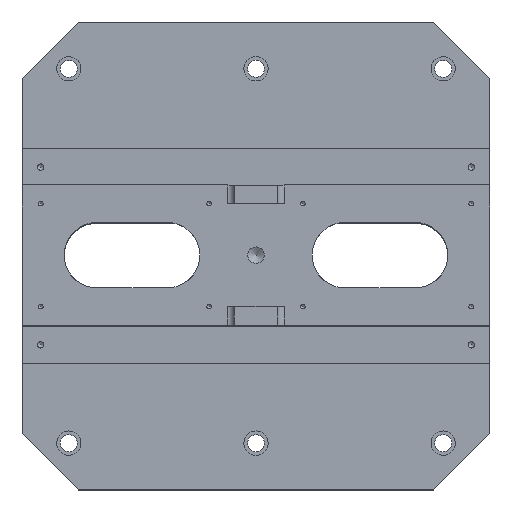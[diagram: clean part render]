
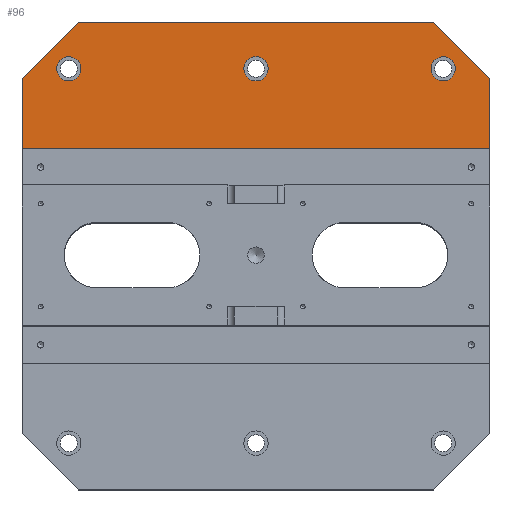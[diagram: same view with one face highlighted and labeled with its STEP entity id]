
A CAD part, top view. The second image highlights one B-rep face of the part: STEP entity #96.
In plain terms, the highlighted planar face has unit normal (0, 0, 1).
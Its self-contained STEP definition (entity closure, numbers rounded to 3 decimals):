
#96 = ADVANCED_FACE( '', ( #453, #454, #455, #456 ), #457, .T. );
#453 = FACE_BOUND( '', #1215, .T. );
#454 = FACE_BOUND( '', #1216, .T. );
#455 = FACE_BOUND( '', #1217, .T. );
#456 = FACE_OUTER_BOUND( '', #1218, .T. );
#457 = PLANE( '', #1219 );
#1215 = EDGE_LOOP( '', ( #2186 ) );
#1216 = EDGE_LOOP( '', ( #2187 ) );
#1217 = EDGE_LOOP( '', ( #2188 ) );
#1218 = EDGE_LOOP( '', ( #2189, #2190, #2191, #2192, #2193, #2194 ) );
#1219 = AXIS2_PLACEMENT_3D( '', #2195, #2196, #2197 );
#2186 = ORIENTED_EDGE( '', *, *, #4265, .T. );
#2187 = ORIENTED_EDGE( '', *, *, #4266, .T. );
#2188 = ORIENTED_EDGE( '', *, *, #4267, .T. );
#2189 = ORIENTED_EDGE( '', *, *, #4268, .T. );
#2190 = ORIENTED_EDGE( '', *, *, #4219, .T. );
#2191 = ORIENTED_EDGE( '', *, *, #4269, .T. );
#2192 = ORIENTED_EDGE( '', *, *, #4270, .T. );
#2193 = ORIENTED_EDGE( '', *, *, #4271, .T. );
#2194 = ORIENTED_EDGE( '', *, *, #4272, .T. );
#2195 = CARTESIAN_POINT( '', ( -250., -250., 45. ) );
#2196 = DIRECTION( '', ( 0., 0., 1. ) );
#2197 = DIRECTION( '', ( 1., 0., 0. ) );
#4219 = EDGE_CURVE( '', #5050, #5051, #5052, .T. );
#4265 = EDGE_CURVE( '', #5135, #5135, #5136, .T. );
#4266 = EDGE_CURVE( '', #5137, #5137, #5138, .T. );
#4267 = EDGE_CURVE( '', #5139, #5139, #5140, .T. );
#4268 = EDGE_CURVE( '', #5141, #5050, #5142, .T. );
#4269 = EDGE_CURVE( '', #5051, #5143, #5144, .T. );
#4270 = EDGE_CURVE( '', #5143, #5145, #5146, .F. );
#4271 = EDGE_CURVE( '', #5145, #5147, #5148, .T. );
#4272 = EDGE_CURVE( '', #5147, #5141, #5149, .F. );
#5050 = VERTEX_POINT( '', #6262 );
#5051 = VERTEX_POINT( '', #6263 );
#5052 = LINE( '', #6264, #6265 );
#5135 = VERTEX_POINT( '', #6413 );
#5136 = CIRCLE( '', #6414, 13. );
#5137 = VERTEX_POINT( '', #6415 );
#5138 = CIRCLE( '', #6416, 13. );
#5139 = VERTEX_POINT( '', #6417 );
#5140 = CIRCLE( '', #6418, 13. );
#5141 = VERTEX_POINT( '', #6419 );
#5142 = LINE( '', #6420, #6421 );
#5143 = VERTEX_POINT( '', #6422 );
#5144 = LINE( '', #6423, #6424 );
#5145 = VERTEX_POINT( '', #6425 );
#5146 = LINE( '', #6426, #6427 );
#5147 = VERTEX_POINT( '', #6428 );
#5148 = LINE( '', #6429, #6430 );
#5149 = LINE( '', #6431, #6432 );
#6262 = CARTESIAN_POINT( '', ( -250., 115., 45. ) );
#6263 = CARTESIAN_POINT( '', ( 250., 115., 45. ) );
#6264 = CARTESIAN_POINT( '', ( -250., 115., 45. ) );
#6265 = VECTOR( '', #8974, 1000. );
#6413 = CARTESIAN_POINT( '', ( 0., 187., 45. ) );
#6414 = AXIS2_PLACEMENT_3D( '', #9046, #9047, #9048 );
#6415 = CARTESIAN_POINT( '', ( -200., 187., 45. ) );
#6416 = AXIS2_PLACEMENT_3D( '', #9049, #9050, #9051 );
#6417 = CARTESIAN_POINT( '', ( 200., 187., 45. ) );
#6418 = AXIS2_PLACEMENT_3D( '', #9052, #9053, #9054 );
#6419 = CARTESIAN_POINT( '', ( -250., 190., 45. ) );
#6420 = CARTESIAN_POINT( '', ( -250., 250., 45. ) );
#6421 = VECTOR( '', #9055, 1000. );
#6422 = CARTESIAN_POINT( '', ( 250., 190., 45. ) );
#6423 = CARTESIAN_POINT( '', ( 250., -250., 45. ) );
#6424 = VECTOR( '', #9056, 1000. );
#6425 = CARTESIAN_POINT( '', ( 190., 250., 45. ) );
#6426 = CARTESIAN_POINT( '', ( 220., 220., 45. ) );
#6427 = VECTOR( '', #9057, 1000. );
#6428 = CARTESIAN_POINT( '', ( -190., 250., 45. ) );
#6429 = CARTESIAN_POINT( '', ( 250., 250., 45. ) );
#6430 = VECTOR( '', #9058, 1000. );
#6431 = CARTESIAN_POINT( '', ( -470., -30., 45. ) );
#6432 = VECTOR( '', #9059, 1000. );
#8974 = DIRECTION( '', ( 1., 0., 0. ) );
#9046 = CARTESIAN_POINT( '', ( 0., 200., 45. ) );
#9047 = DIRECTION( '', ( 0., 0., -1. ) );
#9048 = DIRECTION( '', ( 0., -1., 0. ) );
#9049 = CARTESIAN_POINT( '', ( -200., 200., 45. ) );
#9050 = DIRECTION( '', ( 0., 0., -1. ) );
#9051 = DIRECTION( '', ( 0., -1., 0. ) );
#9052 = CARTESIAN_POINT( '', ( 200., 200., 45. ) );
#9053 = DIRECTION( '', ( 0., 0., -1. ) );
#9054 = DIRECTION( '', ( 0., -1., 0. ) );
#9055 = DIRECTION( '', ( 0., -1., 0. ) );
#9056 = DIRECTION( '', ( 0., 1., 0. ) );
#9057 = DIRECTION( '', ( 0.707, -0.707, 0. ) );
#9058 = DIRECTION( '', ( -1., 0., 0. ) );
#9059 = DIRECTION( '', ( 0.707, 0.707, 0. ) );
